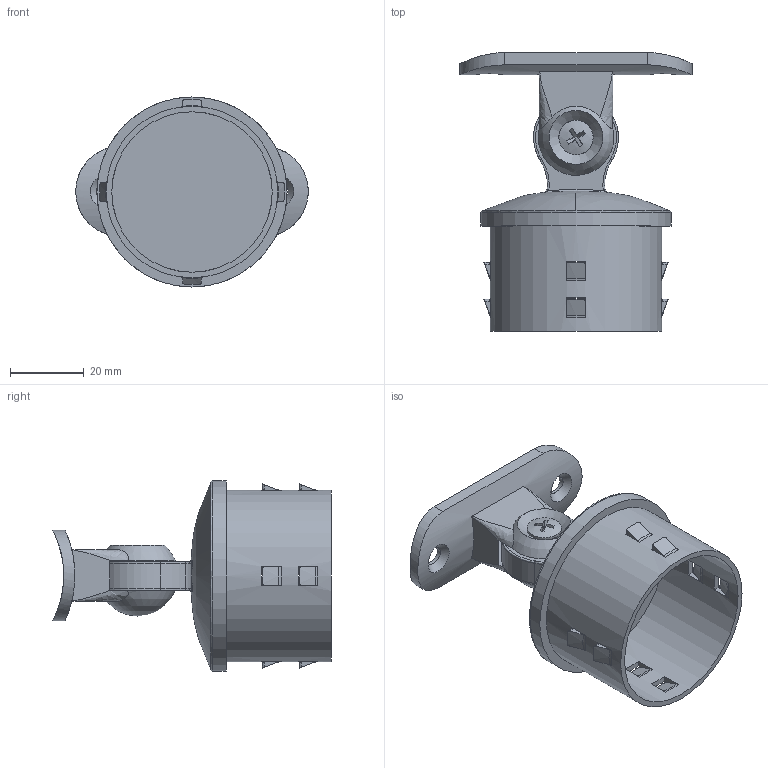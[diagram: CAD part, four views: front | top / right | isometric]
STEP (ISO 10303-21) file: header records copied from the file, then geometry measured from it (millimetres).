
FILE_DESCRIPTION(('STEP AP214'), '1');
FILE_NAME('àðò. KRT211', '2014-10-13T13:07:38', ('UNSPECIFIED'), ('UNSPECIFIED'), 'ASCON STEP Converter 1.3', 'ASCON Math Kernel', '');
FILE_SCHEMA(('AUTOMOTIVE_DESIGN { 1 0 10303 214 3 1 1}'));
Length unit declared in the file: millimetre
Products named in the file (4): àðò. KRT207.02; àðò. KRT213.002; oval head_am_B18.6.7M - M5 x 0.8 x 13 Type I Cross Recessed OHMS --13N
Assembly tree (3 placements, depth 2):
  (unnamed)
    àðò. KRT207.02
    àðò. KRT213.002
    oval head_am_B18.6.7M - M5 x 0.8 x 13 Type I Cross Recessed OHMS --13N
Bounding box: 62.98 x 75.5 x 51.5 mm (x, y, z)
Volume: 31795.8 mm3; surface area: 20796.3 mm2
Topology: 3 solids, 3 shells, 181 faces, 490 edges, 312 vertices
Faces by surface type: plane 79, bspline 63, cylinder 34, sphere 3, cone 2
Full cylindrical faces by diameter (mm): 5 x4, 7 x1, 9.3 x1, 43.5 x1, 46.5 x1, 51.5 x1
Entity records: 14003 total; most frequent: CARTESIAN_POINT 8456, ORIENTED_EDGE 936, DIRECTION 572, EDGE_CURVE 468, VERTEX_POINT 310, EDGE_LOOP 224, FACE_BOUND 204, B_SPLINE_CURVE_WITH_KNOTS 198
